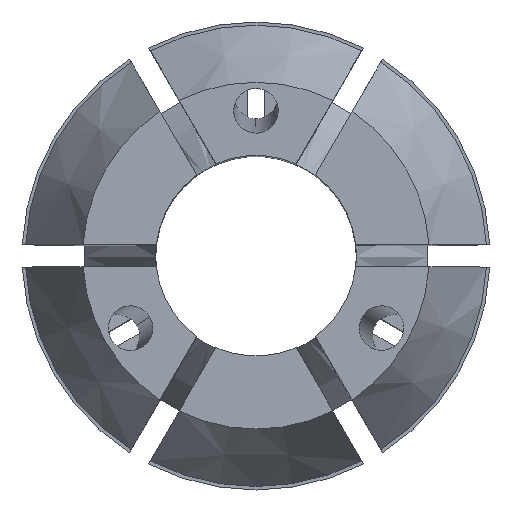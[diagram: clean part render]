
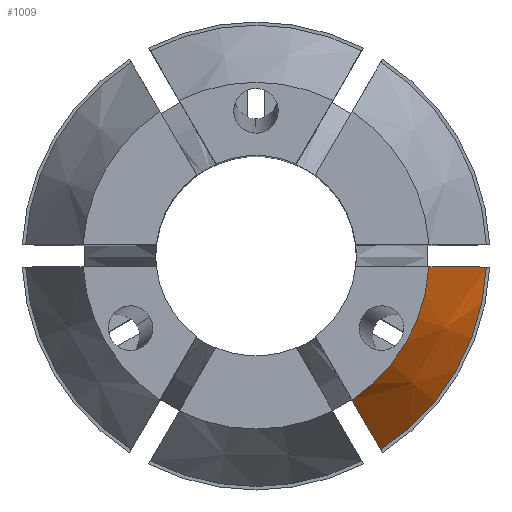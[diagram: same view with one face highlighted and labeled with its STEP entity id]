
A CAD part, top view. The second image highlights one B-rep face of the part: STEP entity #1009.
In plain terms, the highlighted conical face has half-angle 30 degrees and reference radius 10.35 mm.
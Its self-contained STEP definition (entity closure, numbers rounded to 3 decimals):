
#52 = CARTESIAN_POINT ( 'NONE',  ( 5.602, -8.703, 27.046 ) ) ;
#181 = B_SPLINE_CURVE_WITH_KNOTS ( 'NONE', 3,
 ( #1254, #3001, #2424, #52 ),
 .UNSPECIFIED., .F., .F.,
 ( 4, 4 ),
 ( 0., 0.005 ),
 .UNSPECIFIED. ) ;
#364 = ORIENTED_EDGE ( 'NONE', *, *, #1529, .T. ) ;
#517 = CARTESIAN_POINT ( 'NONE',  ( 7.762, -0.5, 31.5 ) ) ;
#574 = CARTESIAN_POINT ( 'NONE',  ( 5.602, -8.703, 27.046 ) ) ;
#763 = DIRECTION ( 'NONE',  ( -1., 0., 0. ) ) ;
#771 = B_SPLINE_CURVE_WITH_KNOTS ( 'NONE', 3,
 ( #1409, #3213, #2326, #517 ),
 .UNSPECIFIED., .F., .F.,
 ( 4, 4 ),
 ( 0.015, 0.02 ),
 .UNSPECIFIED. ) ;
#773 = CIRCLE ( 'NONE', #1626, 10.35 ) ;
#804 = CARTESIAN_POINT ( 'NONE',  ( 0., 0., 31.5 ) ) ;
#849 = ORIENTED_EDGE ( 'NONE', *, *, #3385, .T. ) ;
#877 = DIRECTION ( 'NONE',  ( 0., 0., -1. ) ) ;
#914 = VERTEX_POINT ( 'NONE', #2605 ) ;
#942 = DIRECTION ( 'NONE',  ( 0., 0., -1. ) ) ;
#1009 = ADVANCED_FACE ( 'NONE', ( #1319 ), #2217, .T. ) ;
#1021 = AXIS2_PLACEMENT_3D ( 'NONE', #3264, #877, #2122 ) ;
#1129 = DIRECTION ( 'NONE',  ( 0., 0., -1. ) ) ;
#1137 = EDGE_CURVE ( 'NONE', #914, #3824, #773, .T. ) ;
#1238 = CARTESIAN_POINT ( 'NONE',  ( 0., 0., 27.046 ) ) ;
#1254 = CARTESIAN_POINT ( 'NONE',  ( 4.314, -6.472, 31.5 ) ) ;
#1283 = AXIS2_PLACEMENT_3D ( 'NONE', #804, #1129, #763 ) ;
#1319 = FACE_OUTER_BOUND ( 'NONE', #2779, .T. ) ;
#1409 = CARTESIAN_POINT ( 'NONE',  ( 10.338, -0.5, 27.046 ) ) ;
#1488 = ORIENTED_EDGE ( 'NONE', *, *, #1990, .T. ) ;
#1529 = EDGE_CURVE ( 'NONE', #3592, #3824, #181, .T. ) ;
#1626 = AXIS2_PLACEMENT_3D ( 'NONE', #1238, #942, #1842 ) ;
#1842 = DIRECTION ( 'NONE',  ( -1., 0., 0. ) ) ;
#1960 = CIRCLE ( 'NONE', #1283, 7.778 ) ;
#1990 = EDGE_CURVE ( 'NONE', #914, #3516, #771, .T. ) ;
#2122 = DIRECTION ( 'NONE',  ( -1., 0., 0. ) ) ;
#2217 = CONICAL_SURFACE ( 'NONE', #1021, 10.35, 0.524 ) ;
#2326 = CARTESIAN_POINT ( 'NONE',  ( 8.621, -0.5, 30.016 ) ) ;
#2424 = CARTESIAN_POINT ( 'NONE',  ( 5.173, -7.96, 28.531 ) ) ;
#2605 = CARTESIAN_POINT ( 'NONE',  ( 10.338, -0.5, 27.046 ) ) ;
#2679 = CARTESIAN_POINT ( 'NONE',  ( 7.762, -0.5, 31.5 ) ) ;
#2779 = EDGE_LOOP ( 'NONE', ( #849, #364, #2926, #1488 ) ) ;
#2926 = ORIENTED_EDGE ( 'NONE', *, *, #1137, .F. ) ;
#3001 = CARTESIAN_POINT ( 'NONE',  ( 4.744, -7.216, 30.016 ) ) ;
#3020 = CARTESIAN_POINT ( 'NONE',  ( 4.314, -6.472, 31.5 ) ) ;
#3213 = CARTESIAN_POINT ( 'NONE',  ( 9.48, -0.5, 28.531 ) ) ;
#3264 = CARTESIAN_POINT ( 'NONE',  ( 0., 0., 27.046 ) ) ;
#3385 = EDGE_CURVE ( 'NONE', #3516, #3592, #1960, .T. ) ;
#3516 = VERTEX_POINT ( 'NONE', #2679 ) ;
#3592 = VERTEX_POINT ( 'NONE', #3020 ) ;
#3824 = VERTEX_POINT ( 'NONE', #574 ) ;
